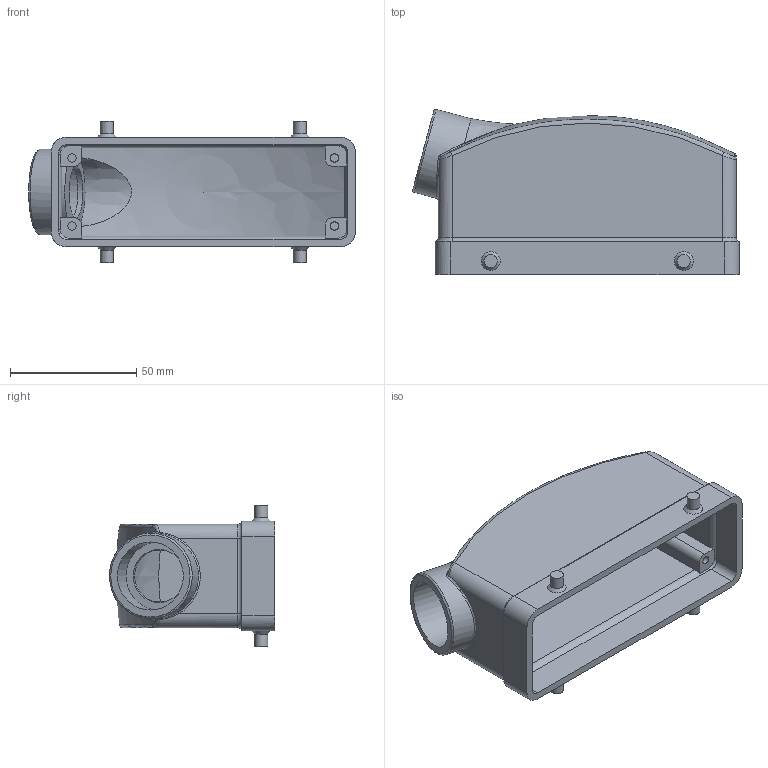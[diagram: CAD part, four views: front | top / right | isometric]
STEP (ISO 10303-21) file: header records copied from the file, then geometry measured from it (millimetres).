
FILE_DESCRIPTION (( 'STEP AP214' ), '1' );
FILE_NAME ('ZP-MC24B-2-DSE21M.STEP', '2011-11-21T12:59:12', ( '.adc' ), ( '' ), 'SwSTEP 2.0', 'SolidWorks 2011', '' );
FILE_SCHEMA (( 'AUTOMOTIVE_DESIGN' ));
Length unit declared in the file: millimetre
Products named in the file (1): ZP-MC24B-2-DSE21M
Bounding box: 129.44 x 65.42 x 56 mm (x, y, z)
Volume: 72212 mm3; surface area: 45331 mm2
Topology: 5 solids, 5 shells, 120 faces, 294 edges, 187 vertices
Faces by surface type: plane 50, cylinder 36, torus 12, bspline 12, cone 6, sphere 4
Full cylindrical faces by diameter (mm): 3.3 x4, 5.169 x4, 21 x1, 27 x1, 34 x1
Entity records: 5668 total; most frequent: CARTESIAN_POINT 1801, ORIENTED_EDGE 540, DIRECTION 534, EDGE_CURVE 270, AXIS2_PLACEMENT_3D 225, VERTEX_POINT 181, EDGE_LOOP 143, FACE_OUTER_BOUND 132
